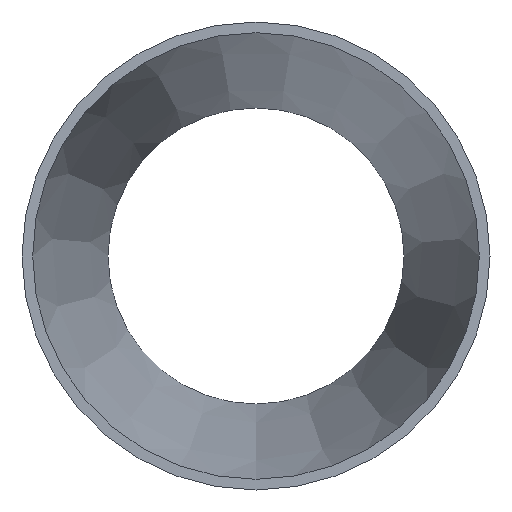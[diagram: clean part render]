
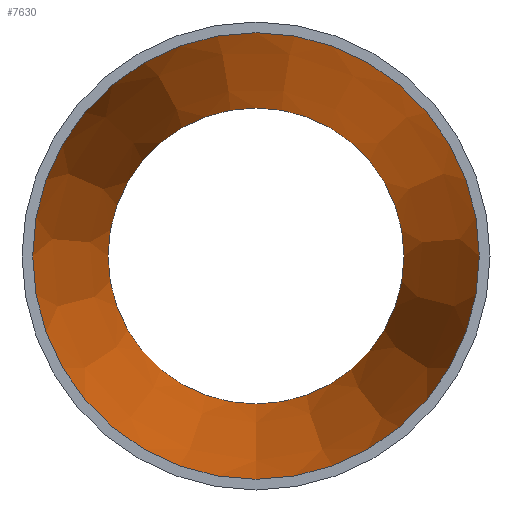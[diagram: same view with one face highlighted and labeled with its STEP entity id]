
A CAD part, front view. The second image highlights one B-rep face of the part: STEP entity #7630.
In plain terms, the highlighted conical face has half-angle 9.441 degrees and reference radius 42.422 mm.
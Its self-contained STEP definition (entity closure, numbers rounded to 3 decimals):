
#1271 = CIRCLE ( 'NONE', #15183, 28.123 ) ;
#2648 = EDGE_CURVE ( 'NONE', #5030, #5030, #14754, .T. ) ;
#2747 = DIRECTION ( 'NONE',  ( 0., 0., -1. ) ) ;
#3191 = ORIENTED_EDGE ( 'NONE', *, *, #8297, .F. ) ;
#3711 = DIRECTION ( 'NONE',  ( 0., 0., -1. ) ) ;
#5030 = VERTEX_POINT ( 'NONE', #20741 ) ;
#5075 = CARTESIAN_POINT ( 'NONE',  ( 0., 86., 0. ) ) ;
#7083 = FACE_OUTER_BOUND ( 'NONE', #22089, .T. ) ;
#7630 = ADVANCED_FACE ( 'NONE', ( #20927, #7083 ), #26090, .F. ) ;
#7790 = EDGE_LOOP ( 'NONE', ( #3191 ) ) ;
#8297 = EDGE_CURVE ( 'NONE', #13085, #13085, #1271, .T. ) ;
#8864 = CARTESIAN_POINT ( 'NONE',  ( 0., 86., -28.123 ) ) ;
#12892 = DIRECTION ( 'NONE',  ( 0., -1., 0. ) ) ;
#13085 = VERTEX_POINT ( 'NONE', #8864 ) ;
#13127 = DIRECTION ( 'NONE',  ( 0., -1., 0. ) ) ;
#13258 = DIRECTION ( 'NONE',  ( 0., 0., -1. ) ) ;
#14170 = ORIENTED_EDGE ( 'NONE', *, *, #2648, .T. ) ;
#14754 = CIRCLE ( 'NONE', #23138, 42.423 ) ;
#15183 = AXIS2_PLACEMENT_3D ( 'NONE', #5075, #13127, #13258 ) ;
#18842 = CARTESIAN_POINT ( 'NONE',  ( 0., 0., 0. ) ) ;
#20741 = CARTESIAN_POINT ( 'NONE',  ( 0., 0., -42.423 ) ) ;
#20927 = FACE_BOUND ( 'NONE', #7790, .T. ) ;
#21053 = AXIS2_PLACEMENT_3D ( 'NONE', #18842, #12892, #2747 ) ;
#22089 = EDGE_LOOP ( 'NONE', ( #14170 ) ) ;
#23138 = AXIS2_PLACEMENT_3D ( 'NONE', #23874, #25734, #3711 ) ;
#23874 = CARTESIAN_POINT ( 'NONE',  ( 0., 0., 0. ) ) ;
#25734 = DIRECTION ( 'NONE',  ( 0., -1., 0. ) ) ;
#26090 = CONICAL_SURFACE ( 'NONE', #21053, 42.423, 0.165 ) ;
